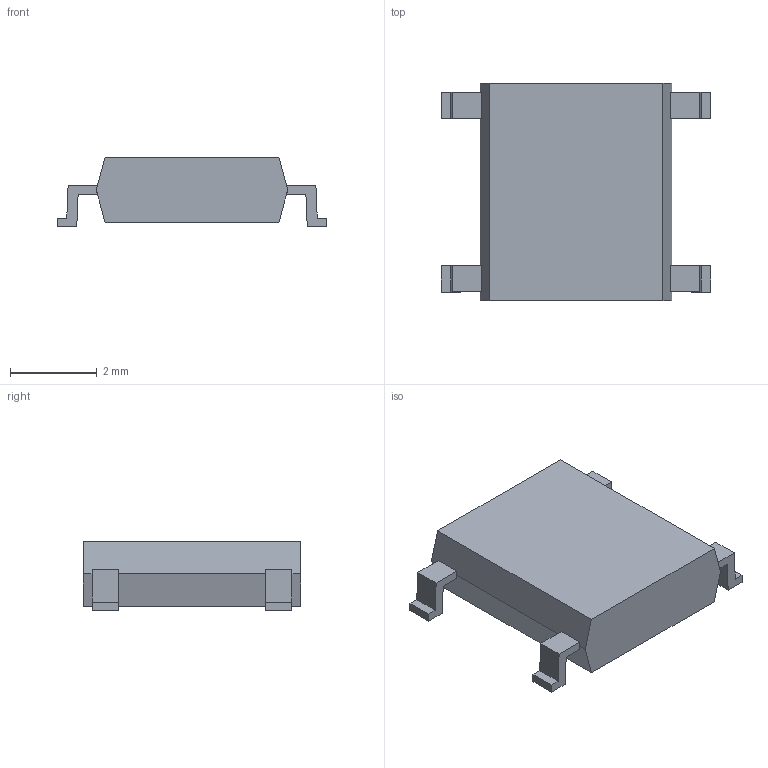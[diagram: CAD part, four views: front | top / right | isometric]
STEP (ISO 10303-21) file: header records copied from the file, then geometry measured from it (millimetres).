
FILE_DESCRIPTION(('FreeCAD Model'),'2;1');
FILE_NAME('Diode_Bridge_Diotec_ABS.step','2018-01-05T11:59:35',('kicad StepUp'),( 'ksu MCAD'),'Open CASCADE STEP processor 6.8','FreeCAD','Unknown');
FILE_SCHEMA(('AUTOMOTIVE_DESIGN_CC2 { 1 2 10303 214 -1 1 5 4 }'));
Length unit declared in the file: millimetre
Products named in the file (1): Diode_Bridge_Diotec_ABS
Bounding box: 6.2 x 5 x 1.6 mm (x, y, z)
Volume: 32.4 mm3; surface area: 78.9 mm2
Topology: 1 solids, 1 shells, 44 faces, 126 edges, 84 vertices
Faces by surface type: plane 44
Entity records: 1731 total; most frequent: CARTESIAN_POINT 255, ORIENTED_EDGE 252, DIRECTION 216, EDGE_CURVE 126, LINE 126, VECTOR 126, VERTEX_POINT 84, AXIS2_PLACEMENT_3D 45
